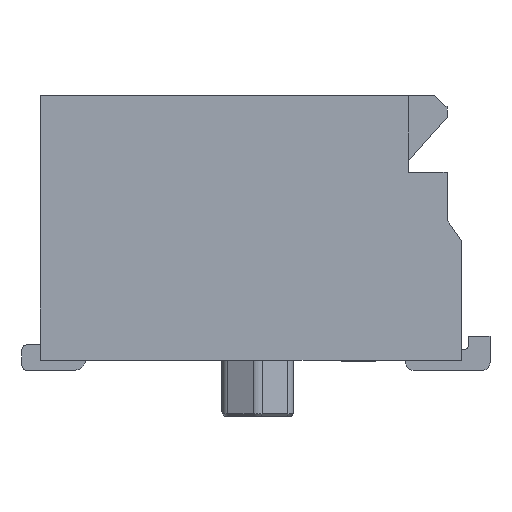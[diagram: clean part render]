
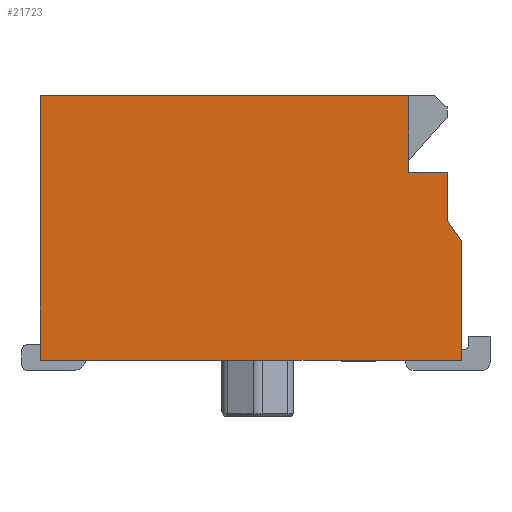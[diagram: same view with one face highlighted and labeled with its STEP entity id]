
A CAD part, left-side view. The second image highlights one B-rep face of the part: STEP entity #21723.
In plain terms, the highlighted planar face has unit normal (-1, 0, 0).
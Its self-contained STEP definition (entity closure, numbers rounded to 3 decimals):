
#1613=FACE_OUTER_BOUND('',#2712,.T.);
#2712=EDGE_LOOP('',(#17785,#17786,#17787,#17788,#17789,#17790,#17791,#17792));
#3867=LINE('',#31016,#6586);
#4335=LINE('',#32332,#7054);
#4349=LINE('',#32360,#7068);
#4383=LINE('',#32433,#7102);
#4394=LINE('',#32451,#7113);
#5075=LINE('',#33992,#7794);
#5076=LINE('',#33994,#7795);
#5077=LINE('',#33995,#7796);
#6586=VECTOR('',#24886,1.5);
#7054=VECTOR('',#25706,2.34);
#7068=VECTOR('',#25724,8.23);
#7102=VECTOR('',#25778,5.17);
#7113=VECTOR('',#25799,7.2);
#7794=VECTOR('',#27360,0.488);
#7795=VECTOR('',#27361,0.93);
#7796=VECTOR('',#27362,0.75);
#9182=VERTEX_POINT('',#31013);
#9183=VERTEX_POINT('',#31015);
#9582=VERTEX_POINT('',#32329);
#9583=VERTEX_POINT('',#32331);
#9595=VERTEX_POINT('',#32359);
#9624=VERTEX_POINT('',#32432);
#10046=VERTEX_POINT('',#33991);
#10047=VERTEX_POINT('',#33993);
#11386=EDGE_CURVE('',#9182,#9183,#3867,.T.);
#11930=EDGE_CURVE('',#9582,#9583,#4335,.T.);
#11944=EDGE_CURVE('',#9583,#9595,#4349,.T.);
#11984=EDGE_CURVE('',#9595,#9624,#4383,.T.);
#11995=EDGE_CURVE('',#9624,#9182,#4394,.T.);
#12783=EDGE_CURVE('',#10046,#9582,#5075,.T.);
#12784=EDGE_CURVE('',#10047,#10046,#5076,.T.);
#12785=EDGE_CURVE('',#9183,#10047,#5077,.T.);
#17785=ORIENTED_EDGE('',*,*,#11944,.F.);
#17786=ORIENTED_EDGE('',*,*,#11930,.F.);
#17787=ORIENTED_EDGE('',*,*,#12783,.F.);
#17788=ORIENTED_EDGE('',*,*,#12784,.F.);
#17789=ORIENTED_EDGE('',*,*,#12785,.F.);
#17790=ORIENTED_EDGE('',*,*,#11386,.F.);
#17791=ORIENTED_EDGE('',*,*,#11995,.F.);
#17792=ORIENTED_EDGE('',*,*,#11984,.F.);
#20777=PLANE('',#23054);
#21723=ADVANCED_FACE('',(#1613),#20777,.F.);
#23054=AXIS2_PLACEMENT_3D('',#33990,#27358,#27359);
#24886=DIRECTION('',(0.,0.,-1.));
#25706=DIRECTION('',(0.,0.,-1.));
#25724=DIRECTION('',(0.,1.,0.));
#25778=DIRECTION('',(0.,0.,1.));
#25799=DIRECTION('',(0.,-1.,0.));
#27358=DIRECTION('center_axis',(1.,0.,0.));
#27359=DIRECTION('ref_axis',(0.,0.,-1.));
#27360=DIRECTION('',(0.,-0.573,-0.819));
#27361=DIRECTION('',(0.,0.,-1.));
#27362=DIRECTION('',(0.,-1.,0.));
#31013=CARTESIAN_POINT('',(-5.5,-3.085,5.37));
#31015=CARTESIAN_POINT('',(-5.5,-3.085,3.87));
#31016=CARTESIAN_POINT('',(-5.5,-3.085,5.37));
#32329=CARTESIAN_POINT('',(-5.5,-4.115,2.54));
#32331=CARTESIAN_POINT('',(-5.5,-4.115,0.2));
#32332=CARTESIAN_POINT('',(-5.5,-4.115,2.54));
#32359=CARTESIAN_POINT('',(-5.5,4.115,0.2));
#32360=CARTESIAN_POINT('',(-5.5,-4.115,0.2));
#32432=CARTESIAN_POINT('',(-5.5,4.115,5.37));
#32433=CARTESIAN_POINT('',(-5.5,4.115,0.2));
#32451=CARTESIAN_POINT('',(-5.5,4.115,5.37));
#33990=CARTESIAN_POINT('Origin',(-5.5,-4.115,0.2));
#33991=CARTESIAN_POINT('',(-5.5,-3.835,2.94));
#33992=CARTESIAN_POINT('',(-5.5,-3.835,2.94));
#33993=CARTESIAN_POINT('',(-5.5,-3.835,3.87));
#33994=CARTESIAN_POINT('',(-5.5,-3.835,3.87));
#33995=CARTESIAN_POINT('',(-5.5,-3.085,3.87));
